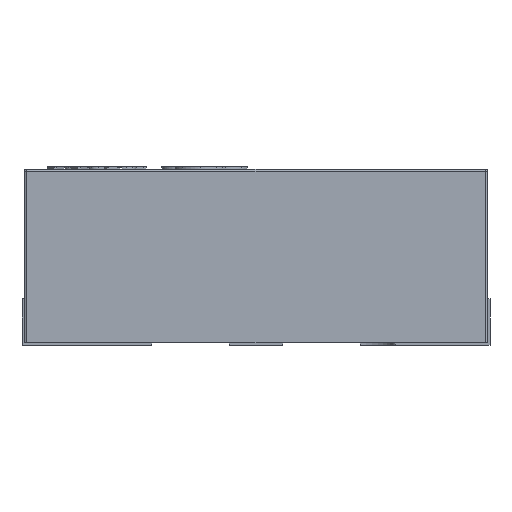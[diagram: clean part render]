
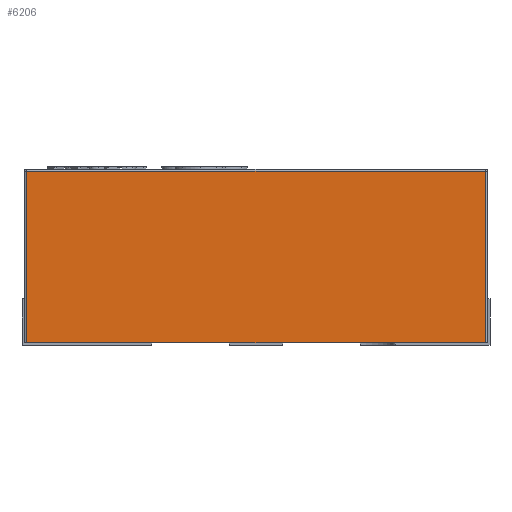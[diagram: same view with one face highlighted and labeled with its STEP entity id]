
A CAD part, left-side view. The second image highlights one B-rep face of the part: STEP entity #6206.
In plain terms, the highlighted planar face has unit normal (-1, 0, 0).
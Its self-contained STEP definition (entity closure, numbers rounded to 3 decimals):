
#248 = LINE ( 'NONE', #1605, #9567 ) ;
#344 = AXIS2_PLACEMENT_3D ( 'NONE', #11492, #14122, #15471 ) ;
#1156 = CARTESIAN_POINT ( 'NONE',  ( -1., 0.99, -0.75 ) ) ;
#1605 = CARTESIAN_POINT ( 'NONE',  ( -1., 1., -0.01 ) ) ;
#2127 = LINE ( 'NONE', #15819, #4220 ) ;
#3856 = VERTEX_POINT ( 'NONE', #8861 ) ;
#4220 = VECTOR ( 'NONE', #7563, 1000. ) ;
#5831 = DIRECTION ( 'NONE',  ( 0., 0., -1. ) ) ;
#5908 = ORIENTED_EDGE ( 'NONE', *, *, #12595, .T. ) ;
#6022 = ORIENTED_EDGE ( 'NONE', *, *, #9400, .T. ) ;
#6206 = ADVANCED_FACE ( 'NONE', ( #13952 ), #12602, .T. ) ;
#7222 = DIRECTION ( 'NONE',  ( 0., 1., 0. ) ) ;
#7240 = CARTESIAN_POINT ( 'NONE',  ( -1., -0.99, -0.75 ) ) ;
#7426 = LINE ( 'NONE', #7240, #12608 ) ;
#7563 = DIRECTION ( 'NONE',  ( 0., -1., 0. ) ) ;
#7576 = CARTESIAN_POINT ( 'NONE',  ( -1., -0.99, -0.75 ) ) ;
#8861 = CARTESIAN_POINT ( 'NONE',  ( -1., -0.99, -0.01 ) ) ;
#8997 = VERTEX_POINT ( 'NONE', #13178 ) ;
#9400 = EDGE_CURVE ( 'NONE', #8997, #9802, #15191, .T. ) ;
#9475 = EDGE_LOOP ( 'NONE', ( #14772, #5908, #10189, #6022 ) ) ;
#9567 = VECTOR ( 'NONE', #7222, 1000. ) ;
#9802 = VERTEX_POINT ( 'NONE', #1156 ) ;
#9972 = CARTESIAN_POINT ( 'NONE',  ( -1., 0.99, -0.75 ) ) ;
#10189 = ORIENTED_EDGE ( 'NONE', *, *, #14027, .T. ) ;
#10756 = EDGE_CURVE ( 'NONE', #9802, #11084, #2127, .T. ) ;
#11084 = VERTEX_POINT ( 'NONE', #7576 ) ;
#11377 = DIRECTION ( 'NONE',  ( 0., 0., 1. ) ) ;
#11492 = CARTESIAN_POINT ( 'NONE',  ( -1., 1., -0.75 ) ) ;
#12595 = EDGE_CURVE ( 'NONE', #11084, #3856, #7426, .T. ) ;
#12602 = PLANE ( 'NONE',  #344 ) ;
#12608 = VECTOR ( 'NONE', #11377, 1000. ) ;
#13178 = CARTESIAN_POINT ( 'NONE',  ( -1., 0.99, -0.01 ) ) ;
#13952 = FACE_OUTER_BOUND ( 'NONE', #9475, .T. ) ;
#14027 = EDGE_CURVE ( 'NONE', #3856, #8997, #248, .T. ) ;
#14122 = DIRECTION ( 'NONE',  ( -1., 0., 0. ) ) ;
#14772 = ORIENTED_EDGE ( 'NONE', *, *, #10756, .T. ) ;
#15133 = VECTOR ( 'NONE', #5831, 1000. ) ;
#15191 = LINE ( 'NONE', #9972, #15133 ) ;
#15471 = DIRECTION ( 'NONE',  ( 0., -1., 0. ) ) ;
#15819 = CARTESIAN_POINT ( 'NONE',  ( -1., 1., -0.75 ) ) ;
